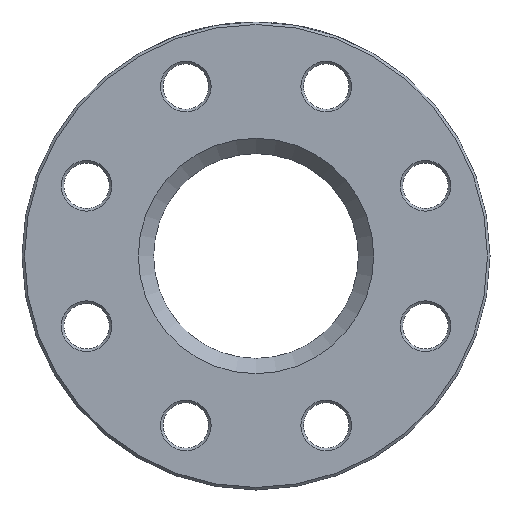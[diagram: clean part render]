
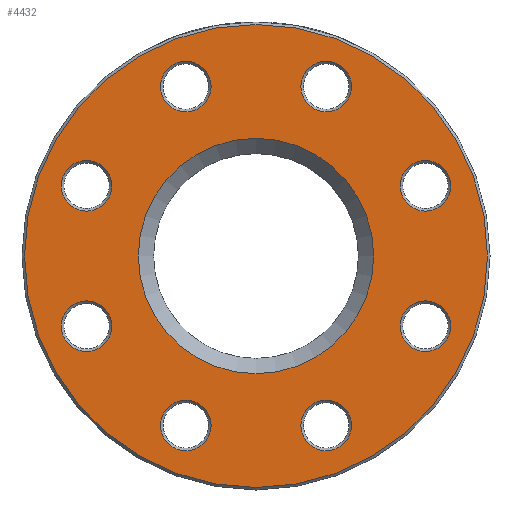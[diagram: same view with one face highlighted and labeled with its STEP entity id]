
A CAD part, left-side view. The second image highlights one B-rep face of the part: STEP entity #4432.
In plain terms, the highlighted planar face has unit normal (-1, 0, 0).
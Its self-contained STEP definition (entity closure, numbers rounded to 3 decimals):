
#11 = CARTESIAN_POINT ( 'NONE',  ( 0., 0., 0. ) ) ;
#135 = CIRCLE ( 'NONE', #3682, 10. ) ;
#212 = PLANE ( 'NONE',  #4481 ) ;
#239 = FACE_BOUND ( 'NONE', #730, .T. ) ;
#270 = CARTESIAN_POINT ( 'NONE',  ( 0., 27.745, -76.981 ) ) ;
#292 = CIRCLE ( 'NONE', #1489, 10. ) ;
#321 = EDGE_CURVE ( 'NONE', #539, #539, #3155, .T. ) ;
#344 = ORIENTED_EDGE ( 'NONE', *, *, #321, .T. ) ;
#438 = CIRCLE ( 'NONE', #910, 10. ) ;
#523 = AXIS2_PLACEMENT_3D ( 'NONE', #3745, #3720, #1104 ) ;
#539 = VERTEX_POINT ( 'NONE', #891 ) ;
#571 = EDGE_CURVE ( 'NONE', #2859, #2859, #4342, .T. ) ;
#612 = CARTESIAN_POINT ( 'NONE',  ( 0., 66.981, -27.745 ) ) ;
#613 = VERTEX_POINT ( 'NONE', #3709 ) ;
#630 = DIRECTION ( 'NONE',  ( 0., 0., -1. ) ) ;
#680 = CIRCLE ( 'NONE', #4548, 46.5 ) ;
#683 = ORIENTED_EDGE ( 'NONE', *, *, #4234, .T. ) ;
#730 = EDGE_LOOP ( 'NONE', ( #1081 ) ) ;
#813 = DIRECTION ( 'NONE',  ( 1., 0., 0. ) ) ;
#891 = CARTESIAN_POINT ( 'NONE',  ( 0., -27.745, -76.981 ) ) ;
#910 = AXIS2_PLACEMENT_3D ( 'NONE', #1005, #4102, #630 ) ;
#929 = FACE_BOUND ( 'NONE', #2440, .T. ) ;
#952 = DIRECTION ( 'NONE',  ( 1., 0., 0. ) ) ;
#953 = DIRECTION ( 'NONE',  ( -1., 0., 0. ) ) ;
#966 = AXIS2_PLACEMENT_3D ( 'NONE', #1451, #1748, #4760 ) ;
#1005 = CARTESIAN_POINT ( 'NONE',  ( 0., -66.981, -27.745 ) ) ;
#1016 = VERTEX_POINT ( 'NONE', #270 ) ;
#1081 = ORIENTED_EDGE ( 'NONE', *, *, #2362, .T. ) ;
#1104 = DIRECTION ( 'NONE',  ( 0., 0., -1. ) ) ;
#1278 = CARTESIAN_POINT ( 'NONE',  ( 0., 66.981, 17.745 ) ) ;
#1300 = AXIS2_PLACEMENT_3D ( 'NONE', #2734, #813, #2349 ) ;
#1326 = FACE_OUTER_BOUND ( 'NONE', #3952, .T. ) ;
#1352 = EDGE_LOOP ( 'NONE', ( #2263 ) ) ;
#1407 = EDGE_LOOP ( 'NONE', ( #344 ) ) ;
#1451 = CARTESIAN_POINT ( 'NONE',  ( 0., -27.745, -66.981 ) ) ;
#1489 = AXIS2_PLACEMENT_3D ( 'NONE', #612, #1714, #3708 ) ;
#1528 = EDGE_CURVE ( 'NONE', #1016, #1016, #2930, .T. ) ;
#1648 = DIRECTION ( 'NONE',  ( 1., 0., 0. ) ) ;
#1657 = EDGE_LOOP ( 'NONE', ( #1766 ) ) ;
#1695 = CARTESIAN_POINT ( 'NONE',  ( 0., -66.981, 27.745 ) ) ;
#1714 = DIRECTION ( 'NONE',  ( 1., 0., 0. ) ) ;
#1748 = DIRECTION ( 'NONE',  ( 1., 0., 0. ) ) ;
#1749 = VERTEX_POINT ( 'NONE', #2506 ) ;
#1766 = ORIENTED_EDGE ( 'NONE', *, *, #4756, .T. ) ;
#1768 = CARTESIAN_POINT ( 'NONE',  ( 0., 27.745, 66.981 ) ) ;
#1769 = FACE_BOUND ( 'NONE', #1352, .T. ) ;
#1773 = ORIENTED_EDGE ( 'NONE', *, *, #2926, .T. ) ;
#1876 = DIRECTION ( 'NONE',  ( 1., 0., 0. ) ) ;
#1877 = EDGE_LOOP ( 'NONE', ( #1773 ) ) ;
#2075 = CARTESIAN_POINT ( 'NONE',  ( 0., 0., -91.5 ) ) ;
#2091 = VERTEX_POINT ( 'NONE', #4047 ) ;
#2117 = DIRECTION ( 'NONE',  ( 0., 0., -1. ) ) ;
#2121 = CARTESIAN_POINT ( 'NONE',  ( 0., -66.981, 17.745 ) ) ;
#2132 = AXIS2_PLACEMENT_3D ( 'NONE', #1768, #4467, #4835 ) ;
#2204 = ORIENTED_EDGE ( 'NONE', *, *, #571, .T. ) ;
#2226 = ORIENTED_EDGE ( 'NONE', *, *, #3749, .T. ) ;
#2263 = ORIENTED_EDGE ( 'NONE', *, *, #2563, .T. ) ;
#2349 = DIRECTION ( 'NONE',  ( 0., 0., -1. ) ) ;
#2362 = EDGE_CURVE ( 'NONE', #613, #613, #680, .T. ) ;
#2440 = EDGE_LOOP ( 'NONE', ( #2226 ) ) ;
#2475 = FACE_BOUND ( 'NONE', #4453, .T. ) ;
#2497 = CARTESIAN_POINT ( 'NONE',  ( 0., -27.745, 56.981 ) ) ;
#2498 = DIRECTION ( 'NONE',  ( 0., 0., -1. ) ) ;
#2506 = CARTESIAN_POINT ( 'NONE',  ( 0., -66.981, -37.745 ) ) ;
#2548 = DIRECTION ( 'NONE',  ( 1., 0., 0. ) ) ;
#2563 = EDGE_CURVE ( 'NONE', #2914, #2914, #3274, .T. ) ;
#2574 = EDGE_CURVE ( 'NONE', #1749, #1749, #438, .T. ) ;
#2734 = CARTESIAN_POINT ( 'NONE',  ( 0., 27.745, -66.981 ) ) ;
#2811 = AXIS2_PLACEMENT_3D ( 'NONE', #4419, #953, #3701 ) ;
#2815 = DIRECTION ( 'NONE',  ( 0., 0., -1. ) ) ;
#2836 = ORIENTED_EDGE ( 'NONE', *, *, #1528, .T. ) ;
#2859 = VERTEX_POINT ( 'NONE', #2075 ) ;
#2875 = FACE_BOUND ( 'NONE', #1877, .T. ) ;
#2914 = VERTEX_POINT ( 'NONE', #3325 ) ;
#2926 = EDGE_CURVE ( 'NONE', #4751, #4751, #3907, .T. ) ;
#2930 = CIRCLE ( 'NONE', #1300, 10. ) ;
#3022 = AXIS2_PLACEMENT_3D ( 'NONE', #1695, #1648, #2815 ) ;
#3155 = CIRCLE ( 'NONE', #966, 10. ) ;
#3187 = ORIENTED_EDGE ( 'NONE', *, *, #2574, .T. ) ;
#3189 = VERTEX_POINT ( 'NONE', #2497 ) ;
#3274 = CIRCLE ( 'NONE', #2132, 10. ) ;
#3290 = FACE_BOUND ( 'NONE', #4028, .T. ) ;
#3317 = FACE_BOUND ( 'NONE', #1657, .T. ) ;
#3325 = CARTESIAN_POINT ( 'NONE',  ( 0., 27.745, 56.981 ) ) ;
#3423 = DIRECTION ( 'NONE',  ( 0., 0., -1. ) ) ;
#3588 = EDGE_LOOP ( 'NONE', ( #683 ) ) ;
#3589 = VERTEX_POINT ( 'NONE', #1278 ) ;
#3682 = AXIS2_PLACEMENT_3D ( 'NONE', #4041, #2548, #2117 ) ;
#3701 = DIRECTION ( 'NONE',  ( 0., 0., -1. ) ) ;
#3708 = DIRECTION ( 'NONE',  ( 0., 0., -1. ) ) ;
#3709 = CARTESIAN_POINT ( 'NONE',  ( 0., 0., -46.5 ) ) ;
#3720 = DIRECTION ( 'NONE',  ( 1., 0., 0. ) ) ;
#3745 = CARTESIAN_POINT ( 'NONE',  ( 0., -27.745, 66.981 ) ) ;
#3749 = EDGE_CURVE ( 'NONE', #3189, #3189, #3997, .T. ) ;
#3907 = CIRCLE ( 'NONE', #3022, 10. ) ;
#3952 = EDGE_LOOP ( 'NONE', ( #2204 ) ) ;
#3997 = CIRCLE ( 'NONE', #523, 10. ) ;
#4028 = EDGE_LOOP ( 'NONE', ( #3187 ) ) ;
#4041 = CARTESIAN_POINT ( 'NONE',  ( 0., 66.981, 27.745 ) ) ;
#4047 = CARTESIAN_POINT ( 'NONE',  ( 0., 66.981, -37.745 ) ) ;
#4102 = DIRECTION ( 'NONE',  ( 1., 0., 0. ) ) ;
#4234 = EDGE_CURVE ( 'NONE', #2091, #2091, #292, .T. ) ;
#4342 = CIRCLE ( 'NONE', #2811, 91.5 ) ;
#4418 = FACE_BOUND ( 'NONE', #1407, .T. ) ;
#4419 = CARTESIAN_POINT ( 'NONE',  ( 0., 0., 0. ) ) ;
#4432 = ADVANCED_FACE ( 'NONE', ( #239, #1326, #1769, #929, #2875, #3290, #4418, #2475, #4499, #3317 ), #212, .F. ) ;
#4453 = EDGE_LOOP ( 'NONE', ( #2836 ) ) ;
#4467 = DIRECTION ( 'NONE',  ( 1., 0., 0. ) ) ;
#4481 = AXIS2_PLACEMENT_3D ( 'NONE', #4836, #952, #2498 ) ;
#4499 = FACE_BOUND ( 'NONE', #3588, .T. ) ;
#4548 = AXIS2_PLACEMENT_3D ( 'NONE', #11, #1876, #3423 ) ;
#4751 = VERTEX_POINT ( 'NONE', #2121 ) ;
#4756 = EDGE_CURVE ( 'NONE', #3589, #3589, #135, .T. ) ;
#4760 = DIRECTION ( 'NONE',  ( 0., 0., -1. ) ) ;
#4835 = DIRECTION ( 'NONE',  ( 0., 0., -1. ) ) ;
#4836 = CARTESIAN_POINT ( 'NONE',  ( 0., 40.5, 0. ) ) ;
